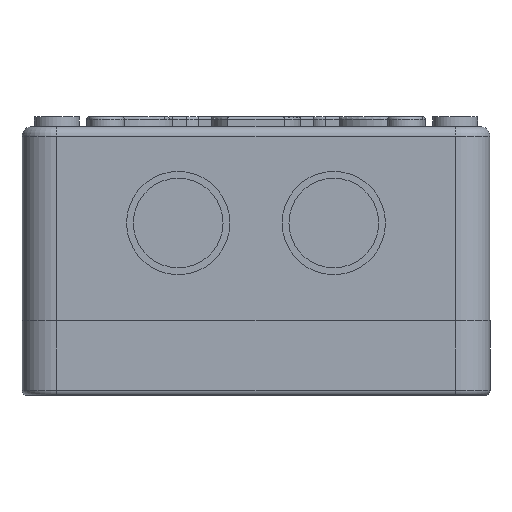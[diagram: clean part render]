
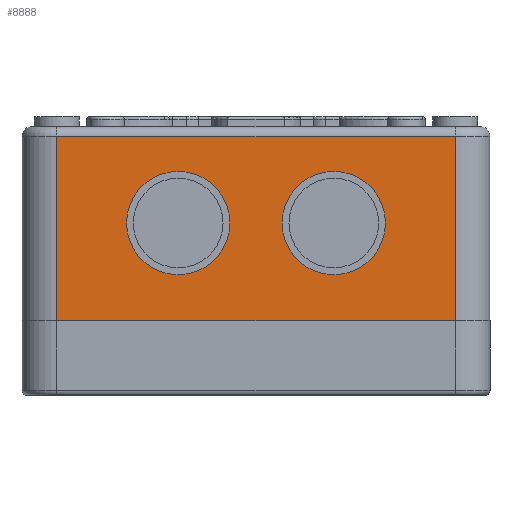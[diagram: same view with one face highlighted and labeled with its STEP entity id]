
A CAD part, front view. The second image highlights one B-rep face of the part: STEP entity #8888.
In plain terms, the highlighted planar face has unit normal (0, -1, 0).
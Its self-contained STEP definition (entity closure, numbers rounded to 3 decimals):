
#392=LINE('',#15674,#922);
#397=LINE('',#15698,#927);
#399=LINE('',#15704,#929);
#400=LINE('',#15705,#930);
#922=VECTOR('',#12485,80.);
#927=VECTOR('',#12514,37.);
#929=VECTOR('',#12520,37.);
#930=VECTOR('',#12521,80.);
#1573=PLANE('',#9979);
#1794=FACE_BOUND('',#2981,.T.);
#1795=FACE_BOUND('',#2982,.T.);
#2267=FACE_OUTER_BOUND('',#2980,.T.);
#2980=EDGE_LOOP('',(#7684,#7685,#7686,#7687));
#2981=EDGE_LOOP('',(#7688));
#2982=EDGE_LOOP('',(#7689));
#3548=CIRCLE('',#9718,10.375);
#3550=CIRCLE('',#9722,10.375);
#4325=VERTEX_POINT('',#15242);
#4327=VERTEX_POINT('',#15248);
#4448=VERTEX_POINT('',#15658);
#4452=VERTEX_POINT('',#15670);
#4460=VERTEX_POINT('',#15697);
#4462=VERTEX_POINT('',#15703);
#5382=EDGE_CURVE('',#4325,#4325,#3548,.T.);
#5384=EDGE_CURVE('',#4327,#4327,#3550,.T.);
#5577=EDGE_CURVE('',#4448,#4452,#392,.T.);
#5589=EDGE_CURVE('',#4460,#4452,#397,.T.);
#5592=EDGE_CURVE('',#4462,#4448,#399,.T.);
#5593=EDGE_CURVE('',#4462,#4460,#400,.T.);
#7684=ORIENTED_EDGE('',*,*,#5577,.F.);
#7685=ORIENTED_EDGE('',*,*,#5592,.F.);
#7686=ORIENTED_EDGE('',*,*,#5593,.T.);
#7687=ORIENTED_EDGE('',*,*,#5589,.T.);
#7688=ORIENTED_EDGE('',*,*,#5382,.T.);
#7689=ORIENTED_EDGE('',*,*,#5384,.T.);
#8888=ADVANCED_FACE('',(#2267,#1794,#1795),#1573,.T.);
#9718=AXIS2_PLACEMENT_3D('',#15243,#11934,#11935);
#9722=AXIS2_PLACEMENT_3D('',#15249,#11942,#11943);
#9979=AXIS2_PLACEMENT_3D('',#15702,#12518,#12519);
#11934=DIRECTION('center_axis',(0.,1.,0.));
#11935=DIRECTION('ref_axis',(1.,0.,0.));
#11942=DIRECTION('center_axis',(0.,1.,0.));
#11943=DIRECTION('ref_axis',(-1.,0.,0.));
#12485=DIRECTION('',(1.,0.,0.));
#12514=DIRECTION('',(0.,0.,1.));
#12518=DIRECTION('center_axis',(0.,-1.,0.));
#12519=DIRECTION('ref_axis',(0.,0.,-1.));
#12520=DIRECTION('',(0.,0.,1.));
#12521=DIRECTION('',(1.,0.,0.));
#15242=CARTESIAN_POINT('',(36.38,-17.15,19.625));
#15243=CARTESIAN_POINT('Origin',(46.755,-17.15,19.625));
#15248=CARTESIAN_POINT('',(25.88,-17.15,19.625));
#15249=CARTESIAN_POINT('Origin',(15.505,-17.15,19.625));
#15658=CARTESIAN_POINT('',(-8.87,-17.15,37.));
#15670=CARTESIAN_POINT('',(71.13,-17.15,37.));
#15674=CARTESIAN_POINT('',(51.13,-17.15,37.));
#15697=CARTESIAN_POINT('',(71.13,-17.15,0.));
#15698=CARTESIAN_POINT('',(71.13,-17.15,0.));
#15702=CARTESIAN_POINT('Origin',(71.13,-17.15,0.));
#15703=CARTESIAN_POINT('',(-8.87,-17.15,0.));
#15704=CARTESIAN_POINT('',(-8.87,-17.15,0.));
#15705=CARTESIAN_POINT('',(-8.87,-17.15,0.));
